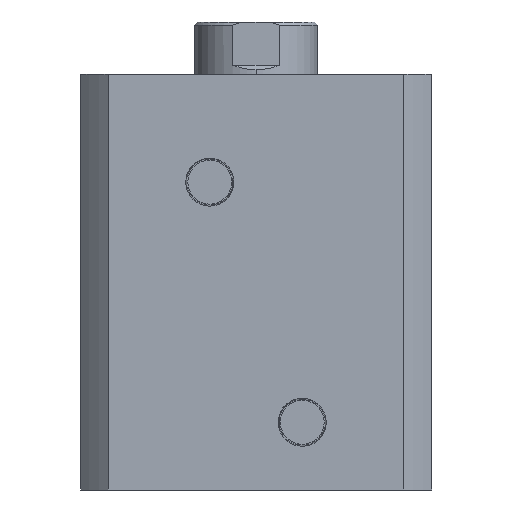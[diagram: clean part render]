
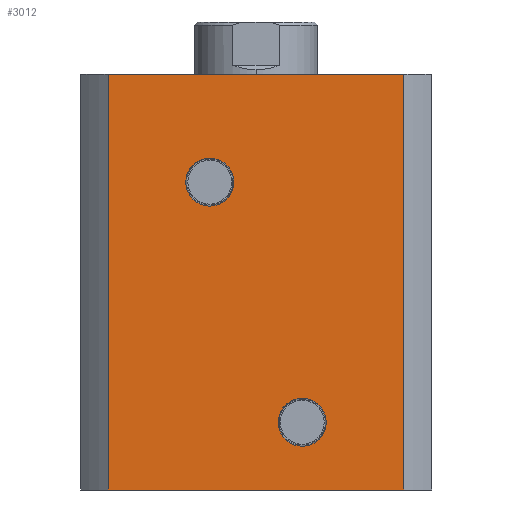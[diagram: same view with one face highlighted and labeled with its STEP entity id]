
A CAD part, left-side view. The second image highlights one B-rep face of the part: STEP entity #3012.
In plain terms, the highlighted planar face has unit normal (-1, 0, 0).
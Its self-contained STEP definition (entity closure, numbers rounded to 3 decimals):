
#15 = VERTEX_POINT ( 'NONE', #1530 ) ;
#47 = VERTEX_POINT ( 'NONE', #1552 ) ;
#87 = VERTEX_POINT ( 'NONE', #1542 ) ;
#92 = VERTEX_POINT ( 'NONE', #1538 ) ;
#115 = EDGE_LOOP ( 'NONE', ( #2570, #2571 ) ) ;
#153 = VERTEX_POINT ( 'NONE', #3142 ) ;
#173 = VERTEX_POINT ( 'NONE', #3130 ) ;
#214 = VERTEX_POINT ( 'NONE', #3154 ) ;
#226 = VERTEX_POINT ( 'NONE', #3165 ) ;
#437 = DIRECTION ( 'NONE',  ( 1., 0., 0. ) ) ;
#444 = CARTESIAN_POINT ( 'NONE',  ( -57., 0., 135. ) ) ;
#446 = PLANE ( 'NONE',  #2706 ) ;
#449 = DIRECTION ( 'NONE',  ( 0., 1., 0. ) ) ;
#891 = CIRCLE ( 'NONE', #1651, 7.797 ) ;
#904 = CIRCLE ( 'NONE', #1647, 7.797 ) ;
#1123 = LINE ( 'NONE', #2199, #1125 ) ;
#1124 = LINE ( 'NONE', #2214, #1134 ) ;
#1125 = VECTOR ( 'NONE', #2193, 1000. ) ;
#1126 = CIRCLE ( 'NONE', #1593, 7.797 ) ;
#1127 = CIRCLE ( 'NONE', #1592, 7.797 ) ;
#1128 = LINE ( 'NONE', #2208, #1130 ) ;
#1129 = LINE ( 'NONE', #2218, #1132 ) ;
#1130 = VECTOR ( 'NONE', #2209, 1000. ) ;
#1132 = VECTOR ( 'NONE', #2220, 1000. ) ;
#1134 = VECTOR ( 'NONE', #2221, 1000. ) ;
#1310 = FACE_OUTER_BOUND ( 'NONE', #2467, .T. ) ;
#1328 = FACE_BOUND ( 'NONE', #115, .T. ) ;
#1331 = FACE_BOUND ( 'NONE', #2464, .T. ) ;
#1530 = CARTESIAN_POINT ( 'NONE',  ( -57., -15., 29.797 ) ) ;
#1538 = CARTESIAN_POINT ( 'NONE',  ( -57., -47.971, 0. ) ) ;
#1542 = CARTESIAN_POINT ( 'NONE',  ( -57., 15., 107.797 ) ) ;
#1552 = CARTESIAN_POINT ( 'NONE',  ( -57., 15., 92.203 ) ) ;
#1592 = AXIS2_PLACEMENT_3D ( 'NONE', #2215, #2216, #2217 ) ;
#1593 = AXIS2_PLACEMENT_3D ( 'NONE', #2210, #2211, #2212 ) ;
#1647 = AXIS2_PLACEMENT_3D ( 'NONE', #3355, #3352, #3351 ) ;
#1651 = AXIS2_PLACEMENT_3D ( 'NONE', #3354, #3365, #3353 ) ;
#1738 = EDGE_CURVE ( 'NONE', #153, #15, #891, .T. ) ;
#1746 = EDGE_CURVE ( 'NONE', #47, #87, #904, .T. ) ;
#1873 = EDGE_CURVE ( 'NONE', #214, #226, #1123, .T. ) ;
#1875 = EDGE_CURVE ( 'NONE', #15, #153, #1126, .T. ) ;
#1876 = EDGE_CURVE ( 'NONE', #87, #47, #1127, .T. ) ;
#1877 = EDGE_CURVE ( 'NONE', #226, #92, #1128, .T. ) ;
#1878 = EDGE_CURVE ( 'NONE', #173, #92, #1129, .T. ) ;
#1879 = EDGE_CURVE ( 'NONE', #214, #173, #1124, .T. ) ;
#2193 = DIRECTION ( 'NONE',  ( 0., 0., -1. ) ) ;
#2199 = CARTESIAN_POINT ( 'NONE',  ( -57., 47.971, 135. ) ) ;
#2208 = CARTESIAN_POINT ( 'NONE',  ( -57., 0., 0. ) ) ;
#2209 = DIRECTION ( 'NONE',  ( 0., -1., 0. ) ) ;
#2210 = CARTESIAN_POINT ( 'NONE',  ( -57., -15., 22. ) ) ;
#2211 = DIRECTION ( 'NONE',  ( -1., 0., 0. ) ) ;
#2212 = DIRECTION ( 'NONE',  ( 0., 0., 1. ) ) ;
#2214 = CARTESIAN_POINT ( 'NONE',  ( -57., 0., 135. ) ) ;
#2215 = CARTESIAN_POINT ( 'NONE',  ( -57., 15., 100. ) ) ;
#2216 = DIRECTION ( 'NONE',  ( -1., 0., 0. ) ) ;
#2217 = DIRECTION ( 'NONE',  ( 0., 0., 1. ) ) ;
#2218 = CARTESIAN_POINT ( 'NONE',  ( -57., -47.971, 135. ) ) ;
#2220 = DIRECTION ( 'NONE',  ( 0., 0., -1. ) ) ;
#2221 = DIRECTION ( 'NONE',  ( 0., -1., 0. ) ) ;
#2464 = EDGE_LOOP ( 'NONE', ( #2572, #2573 ) ) ;
#2467 = EDGE_LOOP ( 'NONE', ( #2574, #2575, #2576, #2577 ) ) ;
#2570 = ORIENTED_EDGE ( 'NONE', *, *, #1875, .F. ) ;
#2571 = ORIENTED_EDGE ( 'NONE', *, *, #1738, .F. ) ;
#2572 = ORIENTED_EDGE ( 'NONE', *, *, #1876, .F. ) ;
#2573 = ORIENTED_EDGE ( 'NONE', *, *, #1746, .F. ) ;
#2574 = ORIENTED_EDGE ( 'NONE', *, *, #1877, .T. ) ;
#2575 = ORIENTED_EDGE ( 'NONE', *, *, #1878, .F. ) ;
#2576 = ORIENTED_EDGE ( 'NONE', *, *, #1879, .F. ) ;
#2577 = ORIENTED_EDGE ( 'NONE', *, *, #1873, .T. ) ;
#2706 = AXIS2_PLACEMENT_3D ( 'NONE', #444, #437, #449 ) ;
#3012 = ADVANCED_FACE ( 'NONE', ( #1328, #1331, #1310 ), #446, .F. ) ;
#3130 = CARTESIAN_POINT ( 'NONE',  ( -57., -47.971, 135. ) ) ;
#3142 = CARTESIAN_POINT ( 'NONE',  ( -57., -15., 14.203 ) ) ;
#3154 = CARTESIAN_POINT ( 'NONE',  ( -57., 47.971, 135. ) ) ;
#3165 = CARTESIAN_POINT ( 'NONE',  ( -57., 47.971, 0. ) ) ;
#3351 = DIRECTION ( 'NONE',  ( 0., 0., 1. ) ) ;
#3352 = DIRECTION ( 'NONE',  ( -1., 0., 0. ) ) ;
#3353 = DIRECTION ( 'NONE',  ( 0., 0., 1. ) ) ;
#3354 = CARTESIAN_POINT ( 'NONE',  ( -57., -15., 22. ) ) ;
#3355 = CARTESIAN_POINT ( 'NONE',  ( -57., 15., 100. ) ) ;
#3365 = DIRECTION ( 'NONE',  ( -1., 0., 0. ) ) ;
